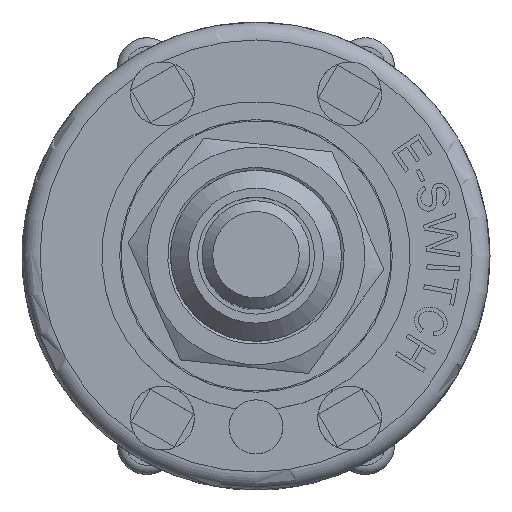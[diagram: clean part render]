
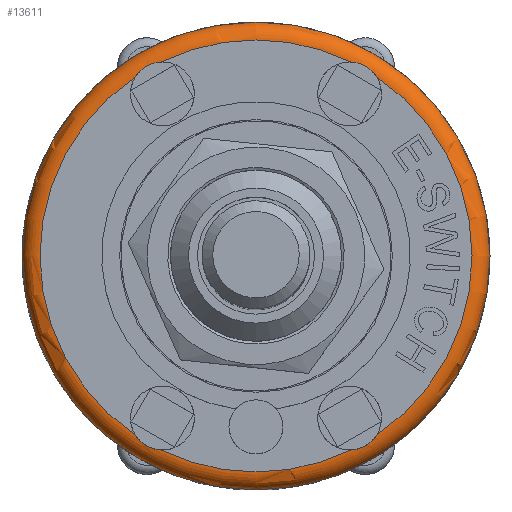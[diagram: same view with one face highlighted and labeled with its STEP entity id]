
A CAD part, top view. The second image highlights one B-rep face of the part: STEP entity #13611.
In plain terms, the highlighted toroidal (fillet/blend) face has major radius 12 mm and minor radius 1 mm.
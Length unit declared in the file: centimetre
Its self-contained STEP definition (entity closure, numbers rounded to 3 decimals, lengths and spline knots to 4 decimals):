
#26=TOROIDAL_SURFACE('',#14302,1.2,0.1);
#624=B_SPLINE_CURVE_WITH_KNOTS('',3,(#23367,#23368,#23369,#23370,#23371,
#23372,#23373,#23374,#23375,#23376,#23377,#23378),.UNSPECIFIED.,.F.,.F.,
(4,2,2,2,2,4),(-0.2692,-0.2446,-0.216,
-0.1921,-0.1645,-0.1357),.UNSPECIFIED.);
#625=B_SPLINE_CURVE_WITH_KNOTS('',3,(#23389,#23390,#23391,#23392,#23393,
#23394,#23395,#23396,#23397,#23398,#23399,#23400),.UNSPECIFIED.,.F.,.F.,
(4,2,2,2,2,4),(-0.2692,-0.2446,-0.216,
-0.1921,-0.1645,-0.1357),.UNSPECIFIED.);
#626=B_SPLINE_CURVE_WITH_KNOTS('',3,(#23411,#23412,#23413,#23414,#23415,
#23416,#23417,#23418,#23419,#23420,#23421,#23422),.UNSPECIFIED.,.F.,.F.,
(4,2,2,2,2,4),(-0.2692,-0.2446,-0.216,
-0.1921,-0.1645,-0.1357),.UNSPECIFIED.);
#627=B_SPLINE_CURVE_WITH_KNOTS('',3,(#23433,#23434,#23435,#23436,#23437,
#23438,#23439,#23440,#23441,#23442,#23443,#23444),.UNSPECIFIED.,.F.,.F.,
(4,2,2,2,2,4),(-0.2692,-0.2446,-0.216,
-0.1921,-0.1645,-0.1357),.UNSPECIFIED.);
#1856=FACE_OUTER_BOUND('',#2656,.T.);
#2656=EDGE_LOOP('',(#12605,#12606,#12607,#12608,#12609,#12610,#12611,#12612,
#12613,#12614,#12615,#12616));
#5746=CIRCLE('',#14240,1.3);
#5762=CIRCLE('',#14303,0.1);
#5763=CIRCLE('',#14304,1.2);
#5764=CIRCLE('',#14305,1.2);
#5765=CIRCLE('',#14306,1.2);
#5766=CIRCLE('',#14307,1.2);
#5767=CIRCLE('',#14308,1.2);
#6925=VERTEX_POINT('',#23086);
#7021=VERTEX_POINT('',#23365);
#7022=VERTEX_POINT('',#23366);
#7025=VERTEX_POINT('',#23387);
#7026=VERTEX_POINT('',#23388);
#7029=VERTEX_POINT('',#23409);
#7030=VERTEX_POINT('',#23410);
#7033=VERTEX_POINT('',#23431);
#7034=VERTEX_POINT('',#23432);
#7037=VERTEX_POINT('',#23453);
#8791=EDGE_CURVE('',#6925,#6925,#5746,.T.);
#8935=EDGE_CURVE('',#7021,#7022,#624,.T.);
#8940=EDGE_CURVE('',#7025,#7026,#625,.T.);
#8945=EDGE_CURVE('',#7029,#7030,#626,.T.);
#8950=EDGE_CURVE('',#7033,#7034,#627,.T.);
#8955=EDGE_CURVE('',#6925,#7037,#5762,.T.);
#8956=EDGE_CURVE('',#7037,#7029,#5763,.T.);
#8957=EDGE_CURVE('',#7030,#7025,#5764,.T.);
#8958=EDGE_CURVE('',#7026,#7021,#5765,.T.);
#8959=EDGE_CURVE('',#7022,#7033,#5766,.T.);
#8960=EDGE_CURVE('',#7034,#7037,#5767,.T.);
#12605=ORIENTED_EDGE('',*,*,#8791,.T.);
#12606=ORIENTED_EDGE('',*,*,#8955,.T.);
#12607=ORIENTED_EDGE('',*,*,#8956,.T.);
#12608=ORIENTED_EDGE('',*,*,#8945,.T.);
#12609=ORIENTED_EDGE('',*,*,#8957,.T.);
#12610=ORIENTED_EDGE('',*,*,#8940,.T.);
#12611=ORIENTED_EDGE('',*,*,#8958,.T.);
#12612=ORIENTED_EDGE('',*,*,#8935,.T.);
#12613=ORIENTED_EDGE('',*,*,#8959,.T.);
#12614=ORIENTED_EDGE('',*,*,#8950,.T.);
#12615=ORIENTED_EDGE('',*,*,#8960,.T.);
#12616=ORIENTED_EDGE('',*,*,#8955,.F.);
#13611=ADVANCED_FACE('',(#1856),#26,.T.);
#14240=AXIS2_PLACEMENT_3D('',#23087,#16808,#16809);
#14302=AXIS2_PLACEMENT_3D('',#23452,#17076,#17077);
#14303=AXIS2_PLACEMENT_3D('',#23454,#17078,#17079);
#14304=AXIS2_PLACEMENT_3D('',#23455,#17080,#17081);
#14305=AXIS2_PLACEMENT_3D('',#23456,#17082,#17083);
#14306=AXIS2_PLACEMENT_3D('',#23457,#17084,#17085);
#14307=AXIS2_PLACEMENT_3D('',#23458,#17086,#17087);
#14308=AXIS2_PLACEMENT_3D('',#23459,#17088,#17089);
#16808=DIRECTION('center_axis',(0.,0.,1.));
#16809=DIRECTION('ref_axis',(-1.,0.,0.));
#17076=DIRECTION('center_axis',(0.,0.,-1.));
#17077=DIRECTION('ref_axis',(-1.,0.,0.));
#17078=DIRECTION('center_axis',(0.,-1.,0.));
#17079=DIRECTION('ref_axis',(1.,0.,0.));
#17080=DIRECTION('center_axis',(0.,0.,-1.));
#17081=DIRECTION('ref_axis',(-1.,0.,0.));
#17082=DIRECTION('center_axis',(0.,0.,-1.));
#17083=DIRECTION('ref_axis',(-1.,0.,0.));
#17084=DIRECTION('center_axis',(0.,0.,-1.));
#17085=DIRECTION('ref_axis',(-1.,0.,0.));
#17086=DIRECTION('center_axis',(0.,0.,-1.));
#17087=DIRECTION('ref_axis',(-1.,0.,0.));
#17088=DIRECTION('center_axis',(0.,0.,-1.));
#17089=DIRECTION('ref_axis',(-1.,0.,0.));
#23086=CARTESIAN_POINT('',(1.3,0.,0.92));
#23087=CARTESIAN_POINT('Origin',(0.,0.,0.92));
#23365=CARTESIAN_POINT('',(-0.67,0.9955,1.02));
#23366=CARTESIAN_POINT('',(-0.5271,1.078,1.02));
#23367=CARTESIAN_POINT('Ctrl Pts',(-0.67,0.9955,
1.02));
#23368=CARTESIAN_POINT('Ctrl Pts',(-0.6646,1.0041,
1.02));
#23369=CARTESIAN_POINT('Ctrl Pts',(-0.6583,1.0124,
1.0198));
#23370=CARTESIAN_POINT('Ctrl Pts',(-0.6428,1.0294,
1.0191));
#23371=CARTESIAN_POINT('Ctrl Pts',(-0.6335,1.0377,
1.0188));
#23372=CARTESIAN_POINT('Ctrl Pts',(-0.615,1.051,1.0184));
#23373=CARTESIAN_POINT('Ctrl Pts',(-0.6061,1.0563,
1.0184));
#23374=CARTESIAN_POINT('Ctrl Pts',(-0.5859,1.0659,1.0187));
#23375=CARTESIAN_POINT('Ctrl Pts',(-0.5747,1.07,1.019));
#23376=CARTESIAN_POINT('Ctrl Pts',(-0.551,1.0759,1.0197));
#23377=CARTESIAN_POINT('Ctrl Pts',(-0.539,1.0775,
1.02));
#23378=CARTESIAN_POINT('Ctrl Pts',(-0.5271,1.078,
1.02));
#23387=CARTESIAN_POINT('',(-0.5271,-1.078,1.02));
#23388=CARTESIAN_POINT('',(-0.67,-0.9955,1.02));
#23389=CARTESIAN_POINT('Ctrl Pts',(-0.5271,-1.078,
1.02));
#23390=CARTESIAN_POINT('Ctrl Pts',(-0.5373,-1.0776,
1.02));
#23391=CARTESIAN_POINT('Ctrl Pts',(-0.5476,-1.0763,
1.0198));
#23392=CARTESIAN_POINT('Ctrl Pts',(-0.5701,-1.0714,1.0191));
#23393=CARTESIAN_POINT('Ctrl Pts',(-0.5819,-1.0675,
1.0188));
#23394=CARTESIAN_POINT('Ctrl Pts',(-0.6027,-1.0581,
1.0184));
#23395=CARTESIAN_POINT('Ctrl Pts',(-0.6117,-1.053,
1.0184));
#23396=CARTESIAN_POINT('Ctrl Pts',(-0.6301,-1.0404,
1.0187));
#23397=CARTESIAN_POINT('Ctrl Pts',(-0.6393,-1.0327,
1.019));
#23398=CARTESIAN_POINT('Ctrl Pts',(-0.6562,-1.0151,
1.0197));
#23399=CARTESIAN_POINT('Ctrl Pts',(-0.6637,-1.0055,
1.02));
#23400=CARTESIAN_POINT('Ctrl Pts',(-0.67,-0.9955,
1.02));
#23409=CARTESIAN_POINT('',(0.67,-0.9955,1.02));
#23410=CARTESIAN_POINT('',(0.5271,-1.078,1.02));
#23411=CARTESIAN_POINT('Ctrl Pts',(0.67,-0.9955,
1.02));
#23412=CARTESIAN_POINT('Ctrl Pts',(0.6646,-1.0041,
1.02));
#23413=CARTESIAN_POINT('Ctrl Pts',(0.6583,-1.0124,
1.0198));
#23414=CARTESIAN_POINT('Ctrl Pts',(0.6428,-1.0294,
1.0191));
#23415=CARTESIAN_POINT('Ctrl Pts',(0.6335,-1.0377,
1.0188));
#23416=CARTESIAN_POINT('Ctrl Pts',(0.615,-1.051,
1.0184));
#23417=CARTESIAN_POINT('Ctrl Pts',(0.6061,-1.0563,
1.0184));
#23418=CARTESIAN_POINT('Ctrl Pts',(0.5859,-1.0659,1.0187));
#23419=CARTESIAN_POINT('Ctrl Pts',(0.5747,-1.07,1.019));
#23420=CARTESIAN_POINT('Ctrl Pts',(0.551,-1.0759,
1.0197));
#23421=CARTESIAN_POINT('Ctrl Pts',(0.539,-1.0775,
1.02));
#23422=CARTESIAN_POINT('Ctrl Pts',(0.5271,-1.078,
1.02));
#23431=CARTESIAN_POINT('',(0.5271,1.078,1.02));
#23432=CARTESIAN_POINT('',(0.67,0.9955,1.02));
#23433=CARTESIAN_POINT('Ctrl Pts',(0.5271,1.078,1.02));
#23434=CARTESIAN_POINT('Ctrl Pts',(0.5373,1.0776,1.02));
#23435=CARTESIAN_POINT('Ctrl Pts',(0.5476,1.0763,1.0198));
#23436=CARTESIAN_POINT('Ctrl Pts',(0.5701,1.0714,1.0191));
#23437=CARTESIAN_POINT('Ctrl Pts',(0.5819,1.0675,1.0188));
#23438=CARTESIAN_POINT('Ctrl Pts',(0.6027,1.0581,1.0184));
#23439=CARTESIAN_POINT('Ctrl Pts',(0.6117,1.053,1.0184));
#23440=CARTESIAN_POINT('Ctrl Pts',(0.6301,1.0404,1.0187));
#23441=CARTESIAN_POINT('Ctrl Pts',(0.6393,1.0327,1.019));
#23442=CARTESIAN_POINT('Ctrl Pts',(0.6562,1.0151,1.0197));
#23443=CARTESIAN_POINT('Ctrl Pts',(0.6637,1.0055,1.02));
#23444=CARTESIAN_POINT('Ctrl Pts',(0.67,0.9955,
1.02));
#23452=CARTESIAN_POINT('Origin',(0.,0.,0.92));
#23453=CARTESIAN_POINT('',(1.2,0.,1.02));
#23454=CARTESIAN_POINT('Origin',(1.2,0.,0.92));
#23455=CARTESIAN_POINT('Origin',(0.,0.,1.02));
#23456=CARTESIAN_POINT('Origin',(0.,0.,1.02));
#23457=CARTESIAN_POINT('Origin',(0.,0.,1.02));
#23458=CARTESIAN_POINT('Origin',(0.,0.,1.02));
#23459=CARTESIAN_POINT('Origin',(0.,0.,1.02));
